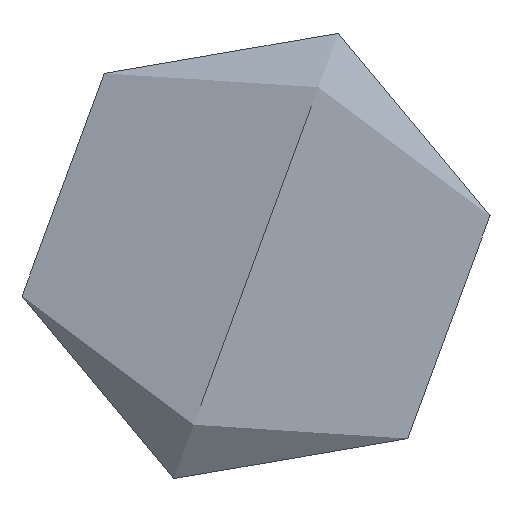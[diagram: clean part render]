
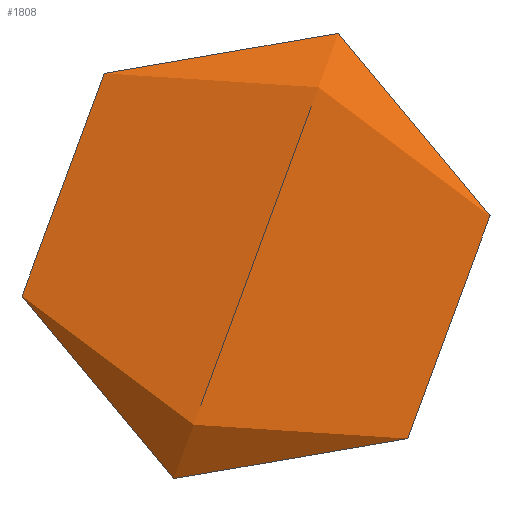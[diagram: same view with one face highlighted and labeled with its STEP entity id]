
A CAD part, left-side view. The second image highlights one B-rep face of the part: STEP entity #1808.
In plain terms, the highlighted free-form (B-spline) face has degree [1, 2] with [2, 9] control points.
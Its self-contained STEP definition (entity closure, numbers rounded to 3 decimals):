
#1468 = EDGE_CURVE('',#1469,#1471,#1473,.T.);
#1469 = VERTEX_POINT('',#1470);
#1470 = CARTESIAN_POINT('',(-13.856,1.938,
    0.));
#1471 = VERTEX_POINT('',#1472);
#1472 = CARTESIAN_POINT('',(-6.928,1.938,-12.));
#1473 = ( BOUNDED_CURVE() B_SPLINE_CURVE(2,(#1474,#1475,#1476),
.UNSPECIFIED.,.F.,.F.) B_SPLINE_CURVE_WITH_KNOTS((3,3),(
0.025,1.436),.PIECEWISE_BEZIER_KNOTS.) CURVE() 
GEOMETRIC_REPRESENTATION_ITEM() RATIONAL_B_SPLINE_CURVE((1.006,
1.161,1.006)) REPRESENTATION_ITEM('') );
#1474 = CARTESIAN_POINT('',(-13.856,1.938,
    0.));
#1475 = CARTESIAN_POINT('',(-10.392,-0.062,-6.));
#1476 = CARTESIAN_POINT('',(-6.928,1.938,-12.));
#1506 = EDGE_CURVE('',#1471,#1507,#1509,.T.);
#1507 = VERTEX_POINT('',#1508);
#1508 = CARTESIAN_POINT('',(6.928,1.938,-12.));
#1509 = ( BOUNDED_CURVE() B_SPLINE_CURVE(2,(#1510,#1511,#1512),
.UNSPECIFIED.,.F.,.F.) B_SPLINE_CURVE_WITH_KNOTS((3,3),(
0.025,1.436),.PIECEWISE_BEZIER_KNOTS.) CURVE() 
GEOMETRIC_REPRESENTATION_ITEM() RATIONAL_B_SPLINE_CURVE((1.006,
1.161,1.006)) REPRESENTATION_ITEM('') );
#1510 = CARTESIAN_POINT('',(-6.928,1.938,-12.));
#1511 = CARTESIAN_POINT('',(0.,-0.062,-12.)
  );
#1512 = CARTESIAN_POINT('',(6.928,1.938,-12.));
#1536 = EDGE_CURVE('',#1507,#1537,#1539,.T.);
#1537 = VERTEX_POINT('',#1538);
#1538 = CARTESIAN_POINT('',(13.856,1.938,
    0.));
#1539 = ( BOUNDED_CURVE() B_SPLINE_CURVE(2,(#1540,#1541,#1542),
.UNSPECIFIED.,.F.,.F.) B_SPLINE_CURVE_WITH_KNOTS((3,3),(
0.025,1.436),.PIECEWISE_BEZIER_KNOTS.) CURVE() 
GEOMETRIC_REPRESENTATION_ITEM() RATIONAL_B_SPLINE_CURVE((1.006,
1.161,1.006)) REPRESENTATION_ITEM('') );
#1540 = CARTESIAN_POINT('',(6.928,1.938,-12.));
#1541 = CARTESIAN_POINT('',(10.392,-0.062,-6.));
#1542 = CARTESIAN_POINT('',(13.856,1.938,
    0.));
#1566 = EDGE_CURVE('',#1537,#1567,#1569,.T.);
#1567 = VERTEX_POINT('',#1568);
#1568 = CARTESIAN_POINT('',(6.928,1.938,12.));
#1569 = ( BOUNDED_CURVE() B_SPLINE_CURVE(2,(#1570,#1571,#1572),
.UNSPECIFIED.,.F.,.F.) B_SPLINE_CURVE_WITH_KNOTS((3,3),(
0.025,1.436),.PIECEWISE_BEZIER_KNOTS.) CURVE() 
GEOMETRIC_REPRESENTATION_ITEM() RATIONAL_B_SPLINE_CURVE((1.006,
1.161,1.006)) REPRESENTATION_ITEM('') );
#1570 = CARTESIAN_POINT('',(13.856,1.938,
    0.));
#1571 = CARTESIAN_POINT('',(10.392,-0.062,6.));
#1572 = CARTESIAN_POINT('',(6.928,1.938,12.));
#1596 = EDGE_CURVE('',#1567,#1597,#1599,.T.);
#1597 = VERTEX_POINT('',#1598);
#1598 = CARTESIAN_POINT('',(-6.928,1.938,12.));
#1599 = ( BOUNDED_CURVE() B_SPLINE_CURVE(2,(#1600,#1601,#1602),
.UNSPECIFIED.,.F.,.F.) B_SPLINE_CURVE_WITH_KNOTS((3,3),(
0.025,1.436),.PIECEWISE_BEZIER_KNOTS.) CURVE() 
GEOMETRIC_REPRESENTATION_ITEM() RATIONAL_B_SPLINE_CURVE((1.006,
1.161,1.006)) REPRESENTATION_ITEM('') );
#1600 = CARTESIAN_POINT('',(6.928,1.938,12.));
#1601 = CARTESIAN_POINT('',(0.,-0.062,12.)
  );
#1602 = CARTESIAN_POINT('',(-6.928,1.938,12.));
#1626 = EDGE_CURVE('',#1597,#1469,#1627,.T.);
#1627 = ( BOUNDED_CURVE() B_SPLINE_CURVE(2,(#1628,#1629,#1630),
.UNSPECIFIED.,.F.,.F.) B_SPLINE_CURVE_WITH_KNOTS((3,3),(
0.025,1.436),.PIECEWISE_BEZIER_KNOTS.) CURVE() 
GEOMETRIC_REPRESENTATION_ITEM() RATIONAL_B_SPLINE_CURVE((1.006,
1.161,1.006)) REPRESENTATION_ITEM('') );
#1628 = CARTESIAN_POINT('',(-6.928,1.938,12.));
#1629 = CARTESIAN_POINT('',(-10.392,-0.062,6.));
#1630 = CARTESIAN_POINT('',(-13.856,1.938,
    0.));
#1780 = EDGE_CURVE('',#1781,#1783,#1785,.T.);
#1781 = VERTEX_POINT('',#1782);
#1782 = CARTESIAN_POINT('',(-10.5,0.,0.));
#1783 = VERTEX_POINT('',#1784);
#1784 = CARTESIAN_POINT('',(10.5,0.,0.));
#1785 = ( BOUNDED_CURVE() B_SPLINE_CURVE(2,(#1786,#1787,#1788,#1789,
#1790),.UNSPECIFIED.,.F.,.F.) B_SPLINE_CURVE_WITH_KNOTS((3,2,3),(0.,
1.571,3.142),.UNSPECIFIED.) CURVE() 
GEOMETRIC_REPRESENTATION_ITEM() RATIONAL_B_SPLINE_CURVE((1.,
0.707,1.,0.707,1.)) REPRESENTATION_ITEM('') );
#1786 = CARTESIAN_POINT('',(-10.5,0.,0.));
#1787 = CARTESIAN_POINT('',(-10.5,0.,10.5));
#1788 = CARTESIAN_POINT('',(0.,0.,10.5));
#1789 = CARTESIAN_POINT('',(10.5,0.,10.5));
#1790 = CARTESIAN_POINT('',(10.5,0.,0.));
#1792 = EDGE_CURVE('',#1783,#1781,#1793,.T.);
#1793 = ( BOUNDED_CURVE() B_SPLINE_CURVE(2,(#1794,#1795,#1796,#1797,
#1798),.UNSPECIFIED.,.F.,.F.) B_SPLINE_CURVE_WITH_KNOTS((3,2,3),(
    3.142,4.712,6.283),
.PIECEWISE_BEZIER_KNOTS.) CURVE() GEOMETRIC_REPRESENTATION_ITEM() 
RATIONAL_B_SPLINE_CURVE((1.,0.707,1.,0.707,1.)) 
REPRESENTATION_ITEM('') );
#1794 = CARTESIAN_POINT('',(10.5,0.,0.));
#1795 = CARTESIAN_POINT('',(10.5,0.,-10.5));
#1796 = CARTESIAN_POINT('',(0.,0.,-10.5));
#1797 = CARTESIAN_POINT('',(-10.5,0.,-10.5));
#1798 = CARTESIAN_POINT('',(-10.5,0.,0.));
#1808 = ADVANCED_FACE('',(#1809),#1825,.T.);
#1809 = FACE_BOUND('',#1810,.T.);
#1810 = EDGE_LOOP('',(#1811,#1812,#1813,#1814,#1815,#1816,#1817,#1822,
    #1823,#1824));
#1811 = ORIENTED_EDGE('',*,*,#1566,.T.);
#1812 = ORIENTED_EDGE('',*,*,#1596,.T.);
#1813 = ORIENTED_EDGE('',*,*,#1626,.T.);
#1814 = ORIENTED_EDGE('',*,*,#1468,.T.);
#1815 = ORIENTED_EDGE('',*,*,#1506,.T.);
#1816 = ORIENTED_EDGE('',*,*,#1536,.T.);
#1817 = ORIENTED_EDGE('',*,*,#1818,.T.);
#1818 = EDGE_CURVE('',#1537,#1783,#1819,.T.);
#1819 = B_SPLINE_CURVE_WITH_KNOTS('',1,(#1820,#1821),.UNSPECIFIED.,.F.,
  .F.,(2,2),(-0.151,0.165),.PIECEWISE_BEZIER_KNOTS.);
#1820 = CARTESIAN_POINT('',(13.856,1.938,0.));
#1821 = CARTESIAN_POINT('',(10.5,0.,0.));
#1822 = ORIENTED_EDGE('',*,*,#1792,.T.);
#1823 = ORIENTED_EDGE('',*,*,#1780,.T.);
#1824 = ORIENTED_EDGE('',*,*,#1818,.F.);
#1825 = ( BOUNDED_SURFACE() B_SPLINE_SURFACE(1,2,(
    (#1826,#1827,#1828,#1829,#1830,#1831,#1832,#1833,#1834)
    ,(#1835,#1836,#1837,#1838,#1839,#1840,#1841,#1842,#1843
)),.UNSPECIFIED.,.F.,.T.,.F.) B_SPLINE_SURFACE_WITH_KNOTS((2,2),(1,2,2,2
    ,2,2,1),(-0.165,0.151),(-4.712,
    -3.142,-1.571,0.,1.571,3.142,
4.712),.UNSPECIFIED.) GEOMETRIC_REPRESENTATION_ITEM() 
RATIONAL_B_SPLINE_SURFACE((
    (1.,0.707,1.,0.707,1.,0.707,1.
      ,0.707,1.)
    ,(1.,0.707,1.,0.707,1.,0.707,1.
,0.707,1.))) REPRESENTATION_ITEM('') SURFACE() );
#1826 = CARTESIAN_POINT('',(13.856,1.938,0.));
#1827 = CARTESIAN_POINT('',(13.856,1.938,
    -13.856));
#1828 = CARTESIAN_POINT('',(0.,1.938,-13.856));
#1829 = CARTESIAN_POINT('',(-13.856,1.938,
    -13.856));
#1830 = CARTESIAN_POINT('',(-13.856,1.938,0.));
#1831 = CARTESIAN_POINT('',(-13.856,1.938,
    13.856));
#1832 = CARTESIAN_POINT('',(0.,1.938,13.856));
#1833 = CARTESIAN_POINT('',(13.856,1.938,
    13.856));
#1834 = CARTESIAN_POINT('',(13.856,1.938,0.));
#1835 = CARTESIAN_POINT('',(10.5,0.,0.));
#1836 = CARTESIAN_POINT('',(10.5,0.,-10.5));
#1837 = CARTESIAN_POINT('',(0.,0.,-10.5));
#1838 = CARTESIAN_POINT('',(-10.5,0.,-10.5));
#1839 = CARTESIAN_POINT('',(-10.5,0.,0.));
#1840 = CARTESIAN_POINT('',(-10.5,0.,10.5));
#1841 = CARTESIAN_POINT('',(0.,0.,10.5));
#1842 = CARTESIAN_POINT('',(10.5,0.,10.5));
#1843 = CARTESIAN_POINT('',(10.5,0.,0.));
